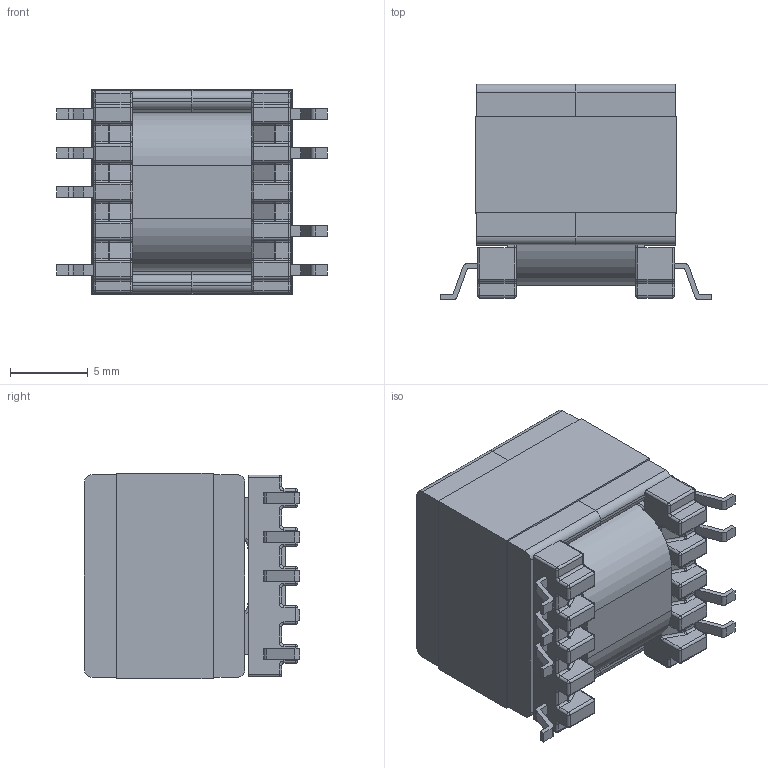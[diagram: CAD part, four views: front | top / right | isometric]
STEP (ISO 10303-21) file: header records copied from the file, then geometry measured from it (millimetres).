
FILE_DESCRIPTION (( 'STEP AP214' ), '1' );
FILE_NAME ('EPQ13_6389_MP4-8.STEP', '2021-08-12T15:49:15', ( '' ), ( '' ), 'SwSTEP 2.0', 'SolidWorks 2017', '' );
FILE_SCHEMA (( 'AUTOMOTIVE_DESIGN' ));
Length unit declared in the file: millimetre
Products named in the file (5): 070-6389_6D; 440-9988-3073; 150-3073_6B; 070-6389_coil; EPQ13_6389_MP4-8
Assembly tree (5 placements, depth 2):
  EPQ13_6389_MP4-8
    070-6389_6D
    150-3073_6B  x2
    440-9988-3073
    070-6389_coil
Bounding box: 17.39 x 13.81 x 13.2 mm (x, y, z)
Volume: 1903.2 mm3; surface area: 3574.9 mm2
Topology: 5 solids, 5 shells, 639 faces, 1563 edges, 878 vertices
Faces by surface type: cylinder 261, plane 198, torus 100, sphere 48, bspline 32
Entity records: 18797 total; most frequent: CARTESIAN_POINT 3722, DIRECTION 3053, ORIENTED_EDGE 2794, EDGE_CURVE 1397, AXIS2_PLACEMENT_3D 1153, VERTEX_POINT 814, LINE 747, VECTOR 747
